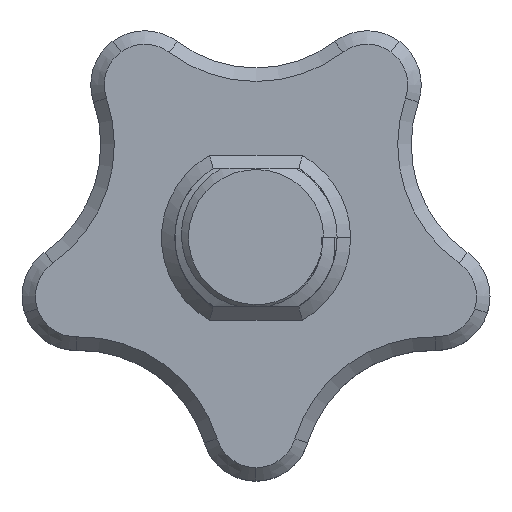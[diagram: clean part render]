
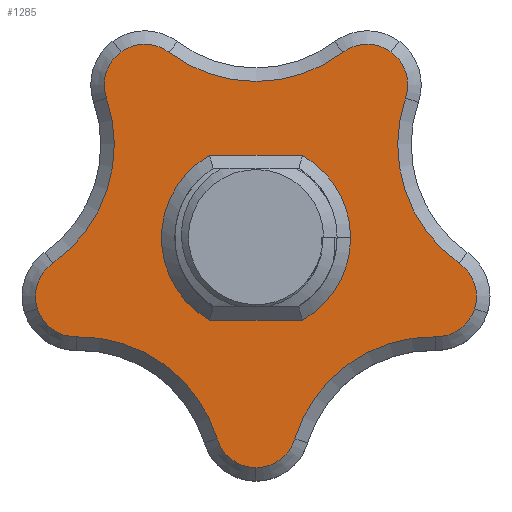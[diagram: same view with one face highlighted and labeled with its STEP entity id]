
A CAD part, top view. The second image highlights one B-rep face of the part: STEP entity #1285.
In plain terms, the highlighted planar face has unit normal (0, 0, 1).
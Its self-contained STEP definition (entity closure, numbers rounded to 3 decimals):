
#915 = VERTEX_POINT('',#916);
#916 = CARTESIAN_POINT('',(2.869,-14.877,8.));
#924 = VERTEX_POINT('',#925);
#925 = CARTESIAN_POINT('',(0.,-17.,8.));
#931 = EDGE_CURVE('',#915,#924,#932,.T.);
#932 = CIRCLE('',#933,3.);
#933 = AXIS2_PLACEMENT_3D('',#934,#935,#936);
#934 = CARTESIAN_POINT('',(0.,-14.,8.));
#935 = DIRECTION('',(0.,0.,-1.));
#936 = DIRECTION('',(0.956,-0.292,0.));
#949 = VERTEX_POINT('',#950);
#950 = CARTESIAN_POINT('',(-2.869,-14.877,8.));
#956 = EDGE_CURVE('',#924,#949,#957,.T.);
#957 = CIRCLE('',#958,3.);
#958 = AXIS2_PLACEMENT_3D('',#959,#960,#961);
#959 = CARTESIAN_POINT('',(0.,-14.,8.));
#960 = DIRECTION('',(0.,0.,-1.));
#961 = DIRECTION('',(0.,-1.,0.));
#972 = VERTEX_POINT('',#973);
#973 = CARTESIAN_POINT('',(13.263,-7.326,8.));
#981 = EDGE_CURVE('',#972,#915,#982,.T.);
#982 = CIRCLE('',#983,10.676);
#983 = AXIS2_PLACEMENT_3D('',#984,#985,#986);
#984 = CARTESIAN_POINT('',(13.078,-18.,8.));
#985 = DIRECTION('',(0.,0.,1.));
#986 = DIRECTION('',(0.017,1.,
    0.));
#999 = VERTEX_POINT('',#1000);
#1000 = CARTESIAN_POINT('',(-13.263,-7.326,8.));
#1006 = EDGE_CURVE('',#949,#999,#1007,.T.);
#1007 = CIRCLE('',#1008,10.676);
#1008 = AXIS2_PLACEMENT_3D('',#1009,#1010,#1011);
#1009 = CARTESIAN_POINT('',(-13.078,-18.,8.));
#1010 = DIRECTION('',(0.,0.,1.));
#1011 = DIRECTION('',(0.956,0.292,0.)
  );
#1022 = VERTEX_POINT('',#1023);
#1023 = CARTESIAN_POINT('',(16.168,-5.253,8.));
#1031 = EDGE_CURVE('',#1022,#972,#1032,.T.);
#1032 = CIRCLE('',#1033,3.);
#1033 = AXIS2_PLACEMENT_3D('',#1034,#1035,#1036);
#1034 = CARTESIAN_POINT('',(13.315,-4.326,8.));
#1035 = DIRECTION('',(0.,0.,-1.));
#1036 = DIRECTION('',(0.951,-0.309,0.)
  );
#1049 = VERTEX_POINT('',#1050);
#1050 = CARTESIAN_POINT('',(-16.168,-5.253,8.));
#1056 = EDGE_CURVE('',#999,#1049,#1057,.T.);
#1057 = CIRCLE('',#1058,3.);
#1058 = AXIS2_PLACEMENT_3D('',#1059,#1060,#1061);
#1059 = CARTESIAN_POINT('',(-13.315,-4.326,8.));
#1060 = DIRECTION('',(0.,0.,-1.));
#1061 = DIRECTION('',(0.017,-1.,
    0.));
#1072 = VERTEX_POINT('',#1073);
#1073 = CARTESIAN_POINT('',(15.036,-1.869,8.));
#1081 = EDGE_CURVE('',#1072,#1022,#1082,.T.);
#1082 = CIRCLE('',#1083,3.);
#1083 = AXIS2_PLACEMENT_3D('',#1084,#1085,#1086);
#1084 = CARTESIAN_POINT('',(13.315,-4.326,8.));
#1085 = DIRECTION('',(0.,0.,-1.));
#1086 = DIRECTION('',(0.574,0.819,0.)
  );
#1099 = VERTEX_POINT('',#1100);
#1100 = CARTESIAN_POINT('',(-15.036,-1.869,8.));
#1106 = EDGE_CURVE('',#1049,#1099,#1107,.T.);
#1107 = CIRCLE('',#1108,3.);
#1108 = AXIS2_PLACEMENT_3D('',#1109,#1110,#1111);
#1109 = CARTESIAN_POINT('',(-13.315,-4.326,8.));
#1110 = DIRECTION('',(0.,0.,-1.));
#1111 = DIRECTION('',(-0.951,-0.309,0.
    ));
#1122 = VERTEX_POINT('',#1123);
#1123 = CARTESIAN_POINT('',(11.066,10.35,8.));
#1131 = EDGE_CURVE('',#1122,#1072,#1132,.T.);
#1132 = CIRCLE('',#1133,10.676);
#1133 = AXIS2_PLACEMENT_3D('',#1134,#1135,#1136);
#1134 = CARTESIAN_POINT('',(21.16,6.875,8.));
#1135 = DIRECTION('',(0.,0.,1.));
#1136 = DIRECTION('',(-0.946,0.325,0.
    ));
#1149 = VERTEX_POINT('',#1150);
#1150 = CARTESIAN_POINT('',(-11.066,10.35,8.));
#1156 = EDGE_CURVE('',#1099,#1149,#1157,.T.);
#1157 = CIRCLE('',#1158,10.676);
#1158 = AXIS2_PLACEMENT_3D('',#1159,#1160,#1161);
#1159 = CARTESIAN_POINT('',(-21.16,6.875,8.));
#1160 = DIRECTION('',(0.,0.,1.));
#1161 = DIRECTION('',(0.574,-0.819,0.)
  );
#1172 = VERTEX_POINT('',#1173);
#1173 = CARTESIAN_POINT('',(9.992,13.753,8.));
#1181 = EDGE_CURVE('',#1172,#1122,#1182,.T.);
#1182 = CIRCLE('',#1183,3.);
#1183 = AXIS2_PLACEMENT_3D('',#1184,#1185,#1186);
#1184 = CARTESIAN_POINT('',(8.229,11.326,8.));
#1185 = DIRECTION('',(0.,0.,-1.));
#1186 = DIRECTION('',(0.588,0.809,0.)
  );
#1199 = VERTEX_POINT('',#1200);
#1200 = CARTESIAN_POINT('',(-9.992,13.753,8.));
#1206 = EDGE_CURVE('',#1149,#1199,#1207,.T.);
#1207 = CIRCLE('',#1208,3.);
#1208 = AXIS2_PLACEMENT_3D('',#1209,#1210,#1211);
#1209 = CARTESIAN_POINT('',(-8.229,11.326,8.));
#1210 = DIRECTION('',(0.,0.,-1.));
#1211 = DIRECTION('',(-0.946,-0.325,0.
    ));
#1222 = VERTEX_POINT('',#1223);
#1223 = CARTESIAN_POINT('',(6.424,13.722,8.));
#1231 = EDGE_CURVE('',#1222,#1172,#1232,.T.);
#1232 = CIRCLE('',#1233,3.);
#1233 = AXIS2_PLACEMENT_3D('',#1234,#1235,#1236);
#1234 = CARTESIAN_POINT('',(8.229,11.326,8.));
#1235 = DIRECTION('',(0.,0.,-1.));
#1236 = DIRECTION('',(-0.602,0.799,0.
    ));
#1249 = VERTEX_POINT('',#1250);
#1250 = CARTESIAN_POINT('',(-6.424,13.722,8.));
#1256 = EDGE_CURVE('',#1199,#1249,#1257,.T.);
#1257 = CIRCLE('',#1258,3.);
#1258 = AXIS2_PLACEMENT_3D('',#1259,#1260,#1261);
#1259 = CARTESIAN_POINT('',(-8.229,11.326,8.));
#1260 = DIRECTION('',(0.,0.,-1.));
#1261 = DIRECTION('',(-0.588,0.809,0.
    ));
#1274 = EDGE_CURVE('',#1249,#1222,#1275,.T.);
#1275 = CIRCLE('',#1276,10.676);
#1276 = AXIS2_PLACEMENT_3D('',#1277,#1278,#1279);
#1277 = CARTESIAN_POINT('',(0.,22.249,8.));
#1278 = DIRECTION('',(0.,0.,1.));
#1279 = DIRECTION('',(-0.602,-0.799,0.
    ));
#1285 = ADVANCED_FACE('',(#1286,#1303),#1348,.F.);
#1286 = FACE_BOUND('',#1287,.F.);
#1287 = EDGE_LOOP('',(#1288,#1289,#1290,#1291,#1292,#1293,#1294,#1295,
    #1296,#1297,#1298,#1299,#1300,#1301,#1302));
#1288 = ORIENTED_EDGE('',*,*,#931,.T.);
#1289 = ORIENTED_EDGE('',*,*,#956,.T.);
#1290 = ORIENTED_EDGE('',*,*,#1006,.T.);
#1291 = ORIENTED_EDGE('',*,*,#1056,.T.);
#1292 = ORIENTED_EDGE('',*,*,#1106,.T.);
#1293 = ORIENTED_EDGE('',*,*,#1156,.T.);
#1294 = ORIENTED_EDGE('',*,*,#1206,.T.);
#1295 = ORIENTED_EDGE('',*,*,#1256,.T.);
#1296 = ORIENTED_EDGE('',*,*,#1274,.T.);
#1297 = ORIENTED_EDGE('',*,*,#1231,.T.);
#1298 = ORIENTED_EDGE('',*,*,#1181,.T.);
#1299 = ORIENTED_EDGE('',*,*,#1131,.T.);
#1300 = ORIENTED_EDGE('',*,*,#1081,.T.);
#1301 = ORIENTED_EDGE('',*,*,#1031,.T.);
#1302 = ORIENTED_EDGE('',*,*,#981,.T.);
#1303 = FACE_BOUND('',#1304,.F.);
#1304 = EDGE_LOOP('',(#1305,#1315,#1324,#1333,#1341));
#1305 = ORIENTED_EDGE('',*,*,#1306,.F.);
#1306 = EDGE_CURVE('',#1307,#1309,#1311,.T.);
#1307 = VERTEX_POINT('',#1308);
#1308 = CARTESIAN_POINT('',(3.434,-6.1,8.));
#1309 = VERTEX_POINT('',#1310);
#1310 = CARTESIAN_POINT('',(-3.434,-6.1,8.));
#1311 = LINE('',#1312,#1313);
#1312 = CARTESIAN_POINT('',(3.161,-6.1,8.));
#1313 = VECTOR('',#1314,1.);
#1314 = DIRECTION('',(-1.,0.,0.));
#1315 = ORIENTED_EDGE('',*,*,#1316,.F.);
#1316 = EDGE_CURVE('',#1317,#1307,#1319,.T.);
#1317 = VERTEX_POINT('',#1318);
#1318 = CARTESIAN_POINT('',(7.,0.,8.));
#1319 = CIRCLE('',#1320,7.);
#1320 = AXIS2_PLACEMENT_3D('',#1321,#1322,#1323);
#1321 = CARTESIAN_POINT('',(0.,0.,8.));
#1322 = DIRECTION('',(0.,0.,-1.));
#1323 = DIRECTION('',(1.,0.,0.));
#1324 = ORIENTED_EDGE('',*,*,#1325,.F.);
#1325 = EDGE_CURVE('',#1326,#1317,#1328,.T.);
#1326 = VERTEX_POINT('',#1327);
#1327 = CARTESIAN_POINT('',(3.434,6.1,8.));
#1328 = CIRCLE('',#1329,7.);
#1329 = AXIS2_PLACEMENT_3D('',#1330,#1331,#1332);
#1330 = CARTESIAN_POINT('',(0.,0.,8.));
#1331 = DIRECTION('',(0.,0.,-1.));
#1332 = DIRECTION('',(0.527,0.85,0.));
#1333 = ORIENTED_EDGE('',*,*,#1334,.T.);
#1334 = EDGE_CURVE('',#1326,#1335,#1337,.T.);
#1335 = VERTEX_POINT('',#1336);
#1336 = CARTESIAN_POINT('',(-3.434,6.1,8.));
#1337 = LINE('',#1338,#1339);
#1338 = CARTESIAN_POINT('',(3.161,6.1,8.));
#1339 = VECTOR('',#1340,1.);
#1340 = DIRECTION('',(-1.,0.,0.));
#1341 = ORIENTED_EDGE('',*,*,#1342,.T.);
#1342 = EDGE_CURVE('',#1335,#1309,#1343,.T.);
#1343 = CIRCLE('',#1344,7.);
#1344 = AXIS2_PLACEMENT_3D('',#1345,#1346,#1347);
#1345 = CARTESIAN_POINT('',(0.,0.,8.));
#1346 = DIRECTION('',(0.,0.,1.));
#1347 = DIRECTION('',(-0.527,0.85,0.));
#1348 = PLANE('',#1349);
#1349 = AXIS2_PLACEMENT_3D('',#1350,#1351,#1352);
#1350 = CARTESIAN_POINT('',(0.,0.,8.));
#1351 = DIRECTION('',(0.,0.,-1.));
#1352 = DIRECTION('',(1.,0.,0.));
